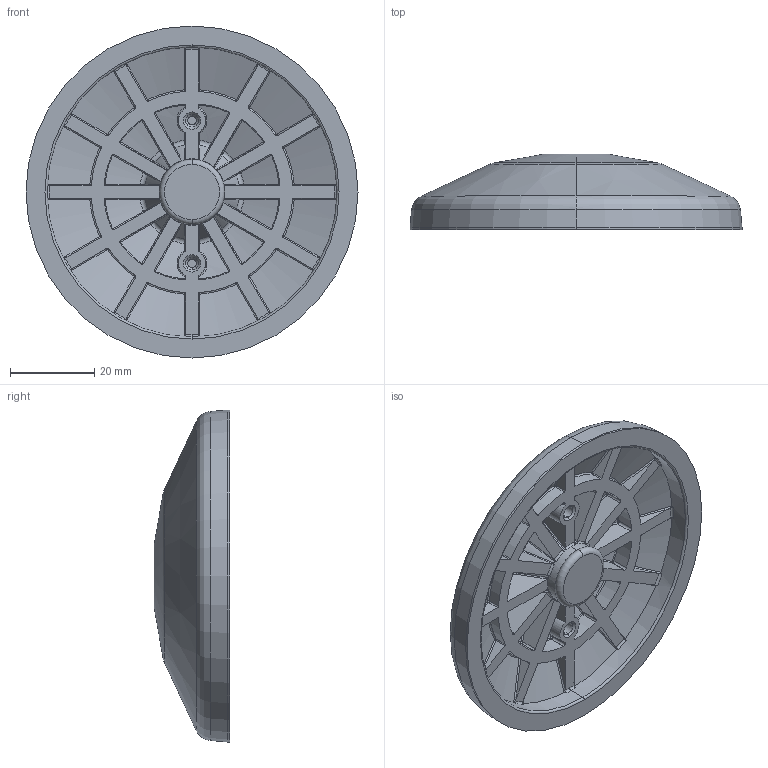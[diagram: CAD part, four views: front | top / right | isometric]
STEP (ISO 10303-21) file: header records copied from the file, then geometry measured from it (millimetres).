
FILE_DESCRIPTION (( 'STEP AP214' ), '1' );
FILE_NAME ('098d080k.STEP', '2014-08-11T08:55:25', ( '' ), ( '' ), 'SwSTEP 2.0', 'SolidWorks 2014', '' );
FILE_SCHEMA (( 'AUTOMOTIVE_DESIGN' ));
Length unit declared in the file: millimetre
Products named in the file (1): 098d080k
Bounding box: 79 x 18 x 79 mm (x, y, z)
Volume: 34213.5 mm3; surface area: 16436.9 mm2
Topology: 1 solids, 1 shells, 455 faces, 1197 edges, 722 vertices
Faces by surface type: bspline 128, cylinder 98, plane 81, torus 68, cone 54, sphere 26
Entity records: 16778 total; most frequent: CARTESIAN_POINT 6915, ORIENTED_EDGE 2294, DIRECTION 1806, EDGE_CURVE 1147, AXIS2_PLACEMENT_3D 793, VERTEX_POINT 698, CIRCLE 465, B_SPLINE_CURVE_WITH_KNOTS 462
